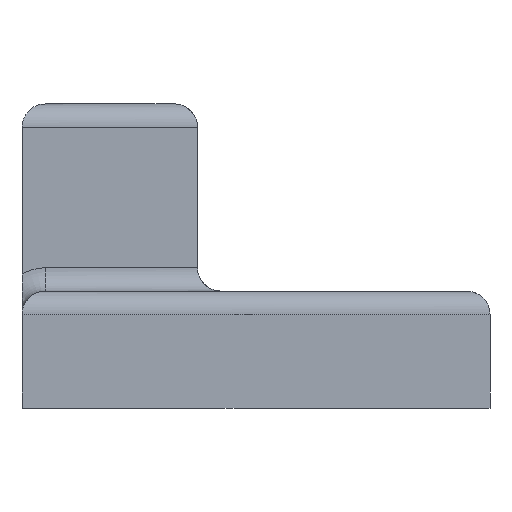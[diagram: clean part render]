
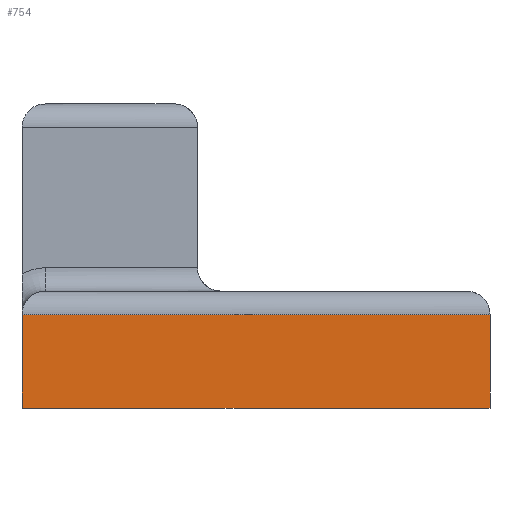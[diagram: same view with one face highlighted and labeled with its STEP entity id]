
A CAD part, front view. The second image highlights one B-rep face of the part: STEP entity #754.
In plain terms, the highlighted planar face has unit normal (0, -1, 0).
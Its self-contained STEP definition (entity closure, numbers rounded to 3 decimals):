
#62=PLANE('',#844);
#96=FACE_OUTER_BOUND('',#145,.T.);
#145=EDGE_LOOP('',(#598,#599,#600,#601));
#203=LINE('',#1289,#265);
#211=LINE('',#1305,#273);
#213=LINE('',#1309,#275);
#214=LINE('',#1310,#276);
#265=VECTOR('',#1013,10.);
#273=VECTOR('',#1031,10.);
#275=VECTOR('',#1035,10.);
#276=VECTOR('',#1036,10.);
#366=VERTEX_POINT('',#1286);
#367=VERTEX_POINT('',#1288);
#370=VERTEX_POINT('',#1304);
#371=VERTEX_POINT('',#1308);
#447=EDGE_CURVE('',#366,#367,#203,.T.);
#456=EDGE_CURVE('',#367,#370,#211,.T.);
#458=EDGE_CURVE('',#366,#371,#213,.T.);
#459=EDGE_CURVE('',#371,#370,#214,.T.);
#598=ORIENTED_EDGE('',*,*,#447,.F.);
#599=ORIENTED_EDGE('',*,*,#458,.T.);
#600=ORIENTED_EDGE('',*,*,#459,.T.);
#601=ORIENTED_EDGE('',*,*,#456,.F.);
#754=ADVANCED_FACE('',(#96),#62,.T.);
#844=AXIS2_PLACEMENT_3D('',#1307,#1033,#1034);
#1013=DIRECTION('',(1.,0.,0.));
#1031=DIRECTION('',(0.,0.,-1.));
#1033=DIRECTION('center_axis',(0.,-1.,0.));
#1034=DIRECTION('ref_axis',(0.,0.,-1.));
#1035=DIRECTION('',(0.,0.,-1.));
#1036=DIRECTION('',(1.,0.,0.));
#1286=CARTESIAN_POINT('',(0.,-138.25,8.));
#1288=CARTESIAN_POINT('',(40.,-138.25,8.));
#1289=CARTESIAN_POINT('',(0.,-138.25,8.));
#1304=CARTESIAN_POINT('',(40.,-138.25,0.));
#1305=CARTESIAN_POINT('',(40.,-138.25,10.));
#1307=CARTESIAN_POINT('Origin',(0.,-138.25,10.));
#1308=CARTESIAN_POINT('',(0.,-138.25,0.));
#1309=CARTESIAN_POINT('',(0.,-138.25,10.));
#1310=CARTESIAN_POINT('',(0.,-138.25,0.));
